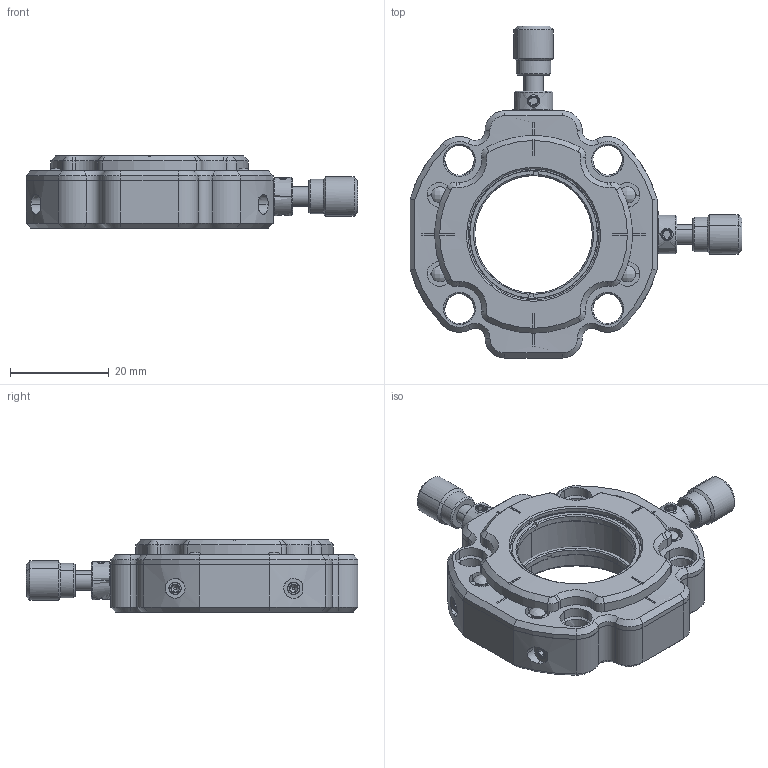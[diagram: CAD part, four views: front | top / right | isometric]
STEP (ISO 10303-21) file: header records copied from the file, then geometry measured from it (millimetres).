
FILE_DESCRIPTION (( 'STEP AP203' ), '1' );
FILE_NAME ('2.2.3.5_L30T-XY_30 mmﾁﾊｽﾏｵﾍｳXYﾆｽﾒﾆｵﾚｼﾜ｣ｬﾓﾃﾓﾚ?1ﾓ｢ｴ郢', '2021-02-25T01:24:52', ( '' ), ( '' ), 'SwSTEP 2.0', 'SolidWorks 2020', '' );
FILE_SCHEMA (( 'CONFIG_CONTROL_DESIGN' ));
Products named in the file (1): 2.2.3.5_L30T-XY_30 mm笼式系统XY平移调节架，用于?1英寸光学元件，Rev.B
Bounding box: 67.17 x 67.17 x 14.6 mm (x, y, z)
Surface area: 10666.8 mm2 (no closed solid volume)
Topology: 0 solids, 20 shells, 626 faces, 1619 edges, 998 vertices
Faces by surface type: bspline 626
Entity records: 31607 total; most frequent: CARTESIAN_POINT 22839, ORIENTED_EDGE 2906, EDGE_CURVE 1579, B_SPLINE_CURVE_WITH_KNOTS 1027, VERTEX_POINT 994, EDGE_LOOP 689, FACE_OUTER_BOUND 622, ADVANCED_FACE 622
